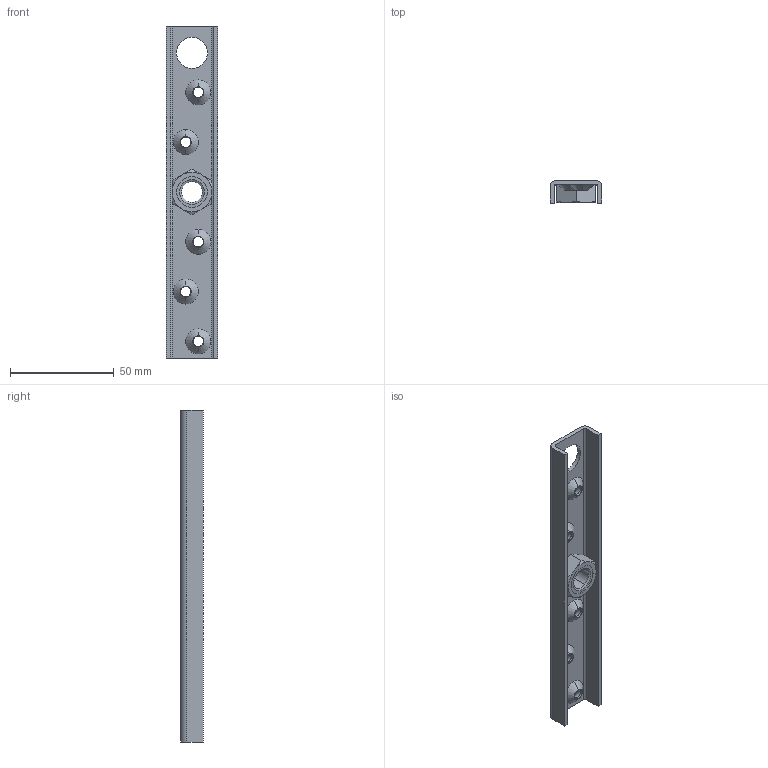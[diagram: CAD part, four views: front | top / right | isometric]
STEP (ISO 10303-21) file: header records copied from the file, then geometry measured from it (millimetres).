
FILE_DESCRIPTION (( 'STEP AP203' ), '1' );
FILE_NAME ('1.23.F00.STEP', '2019-05-28T06:49:31', ( '' ), ( '' ), 'SwSTEP 2.0', 'SolidWorks 2018', '' );
FILE_SCHEMA (( 'CONFIG_CONTROL_DESIGN' ));
Length unit declared in the file: millimetre
Products named in the file (1): 1.23.F00
Bounding box: 25 x 11 x 160 mm (x, y, z)
Volume: 14664.2 mm3; surface area: 15150.7 mm2
Topology: 2 solids, 2 shells, 94 faces, 245 edges, 157 vertices
Faces by surface type: plane 31, cone 29, cylinder 24, torus 10
Entity records: 3046 total; most frequent: CARTESIAN_POINT 587, DIRECTION 517, ORIENTED_EDGE 490, EDGE_CURVE 245, AXIS2_PLACEMENT_3D 207, VERTEX_POINT 157, CIRCLE 112, EDGE_LOOP 112
